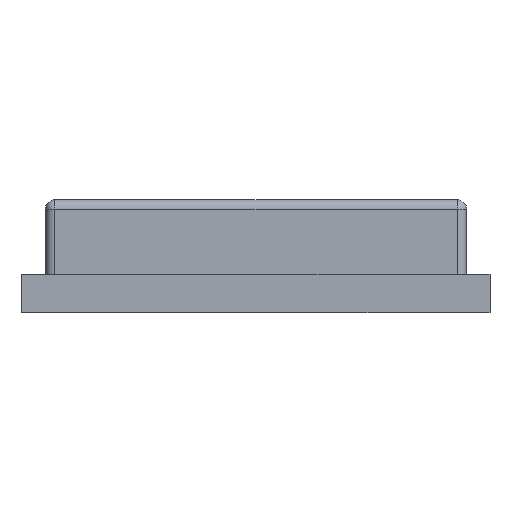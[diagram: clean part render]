
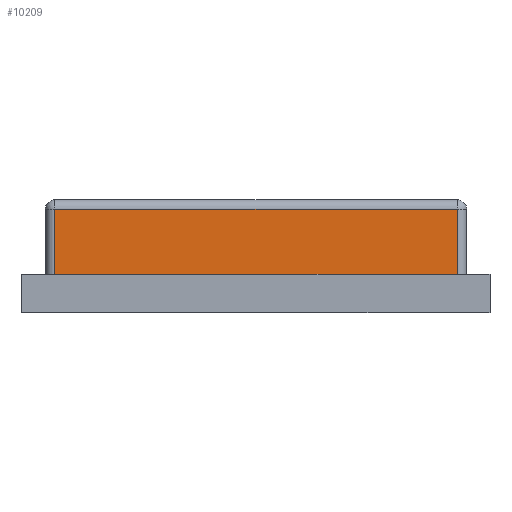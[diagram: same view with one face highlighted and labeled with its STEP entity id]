
A CAD part, front view. The second image highlights one B-rep face of the part: STEP entity #10209.
In plain terms, the highlighted planar face has unit normal (0, -1, 0).
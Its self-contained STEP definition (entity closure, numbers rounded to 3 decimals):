
#388=PLANE('',#10803);
#780=FACE_OUTER_BOUND('',#1324,.T.);
#1324=EDGE_LOOP('',(#7112,#7113,#7114,#7115,#7116,#7117,#7118,#7119,#7120,
#7121,#7122,#7123));
#2042=LINE('',#14341,#3243);
#2046=LINE('',#14357,#3247);
#2076=LINE('',#14417,#3277);
#2083=LINE('',#14431,#3284);
#2084=LINE('',#14433,#3285);
#2085=LINE('',#14434,#3286);
#2086=LINE('',#14436,#3287);
#2087=LINE('',#14438,#3288);
#2088=LINE('',#14439,#3289);
#2089=LINE('',#14441,#3290);
#2090=LINE('',#14443,#3291);
#2091=LINE('',#14444,#3292);
#3243=VECTOR('',#11604,1.);
#3247=VECTOR('',#11616,1.);
#3277=VECTOR('',#11646,1.);
#3284=VECTOR('',#11655,1.);
#3285=VECTOR('',#11656,1.);
#3286=VECTOR('',#11657,1.);
#3287=VECTOR('',#11658,1.);
#3288=VECTOR('',#11659,1.);
#3289=VECTOR('',#11660,1.);
#3290=VECTOR('',#11661,1.);
#3291=VECTOR('',#11662,1.);
#3292=VECTOR('',#11663,1.);
#4594=VERTEX_POINT('',#14337);
#4596=VERTEX_POINT('',#14340);
#4603=VERTEX_POINT('',#14354);
#4604=VERTEX_POINT('',#14356);
#4633=VERTEX_POINT('',#14414);
#4634=VERTEX_POINT('',#14416);
#4640=VERTEX_POINT('',#14430);
#4641=VERTEX_POINT('',#14432);
#4642=VERTEX_POINT('',#14435);
#4643=VERTEX_POINT('',#14437);
#4644=VERTEX_POINT('',#14440);
#4645=VERTEX_POINT('',#14442);
#5581=EDGE_CURVE('',#4596,#4594,#2042,.T.);
#5589=EDGE_CURVE('',#4604,#4603,#2046,.T.);
#5619=EDGE_CURVE('',#4634,#4633,#2076,.T.);
#5626=EDGE_CURVE('',#4640,#4594,#2083,.T.);
#5627=EDGE_CURVE('',#4641,#4640,#2084,.T.);
#5628=EDGE_CURVE('',#4641,#4634,#2085,.T.);
#5629=EDGE_CURVE('',#4642,#4633,#2086,.T.);
#5630=EDGE_CURVE('',#4643,#4642,#2087,.T.);
#5631=EDGE_CURVE('',#4604,#4643,#2088,.T.);
#5632=EDGE_CURVE('',#4603,#4644,#2089,.T.);
#5633=EDGE_CURVE('',#4644,#4645,#2090,.T.);
#5634=EDGE_CURVE('',#4645,#4596,#2091,.T.);
#7112=ORIENTED_EDGE('',*,*,#5626,.F.);
#7113=ORIENTED_EDGE('',*,*,#5627,.F.);
#7114=ORIENTED_EDGE('',*,*,#5628,.T.);
#7115=ORIENTED_EDGE('',*,*,#5619,.T.);
#7116=ORIENTED_EDGE('',*,*,#5629,.F.);
#7117=ORIENTED_EDGE('',*,*,#5630,.F.);
#7118=ORIENTED_EDGE('',*,*,#5631,.F.);
#7119=ORIENTED_EDGE('',*,*,#5589,.T.);
#7120=ORIENTED_EDGE('',*,*,#5632,.T.);
#7121=ORIENTED_EDGE('',*,*,#5633,.T.);
#7122=ORIENTED_EDGE('',*,*,#5634,.T.);
#7123=ORIENTED_EDGE('',*,*,#5581,.T.);
#10209=ADVANCED_FACE('',(#780),#388,.F.);
#10803=AXIS2_PLACEMENT_3D('',#14429,#11653,#11654);
#11604=DIRECTION('',(1.,0.,0.));
#11616=DIRECTION('',(1.,0.,0.));
#11646=DIRECTION('',(1.,0.,0.));
#11653=DIRECTION('center_axis',(0.,1.,0.));
#11654=DIRECTION('ref_axis',(0.,0.,1.));
#11655=DIRECTION('',(0.,0.,-1.));
#11656=DIRECTION('',(-1.,0.,0.));
#11657=DIRECTION('',(0.,0.,-1.));
#11658=DIRECTION('',(0.,0.,-1.));
#11659=DIRECTION('',(-1.,0.,0.));
#11660=DIRECTION('',(0.,0.,1.));
#11661=DIRECTION('',(0.,0.,1.));
#11662=DIRECTION('',(-1.,0.,0.));
#11663=DIRECTION('',(0.,0.,-1.));
#14337=CARTESIAN_POINT('',(-3.428,-6.125,0.81));
#14340=CARTESIAN_POINT('',(-4.3,-6.125,0.81));
#14341=CARTESIAN_POINT('',(-4.5,-6.125,0.81));
#14354=CARTESIAN_POINT('',(4.3,-6.125,0.81));
#14356=CARTESIAN_POINT('',(-2.724,-6.125,0.81));
#14357=CARTESIAN_POINT('',(-4.5,-6.125,0.81));
#14414=CARTESIAN_POINT('',(-2.877,-6.125,0.81));
#14416=CARTESIAN_POINT('',(-3.287,-6.125,0.81));
#14417=CARTESIAN_POINT('',(-4.5,-6.125,0.81));
#14429=CARTESIAN_POINT('Origin',(-4.5,-6.125,17.896));
#14430=CARTESIAN_POINT('',(-3.428,-6.125,0.82));
#14431=CARTESIAN_POINT('',(-3.428,-6.125,17.896));
#14432=CARTESIAN_POINT('',(-3.287,-6.125,0.82));
#14433=CARTESIAN_POINT('',(-4.5,-6.125,0.82));
#14434=CARTESIAN_POINT('',(-3.287,-6.125,0.82));
#14435=CARTESIAN_POINT('',(-2.877,-6.125,0.82));
#14436=CARTESIAN_POINT('',(-2.877,-6.125,0.82));
#14437=CARTESIAN_POINT('',(-2.724,-6.125,0.82));
#14438=CARTESIAN_POINT('',(-4.5,-6.125,0.82));
#14439=CARTESIAN_POINT('',(-2.724,-6.125,17.896));
#14440=CARTESIAN_POINT('',(4.3,-6.125,2.21));
#14441=CARTESIAN_POINT('',(4.3,-6.125,17.896));
#14442=CARTESIAN_POINT('',(-4.3,-6.125,2.21));
#14443=CARTESIAN_POINT('',(-4.5,-6.125,2.21));
#14444=CARTESIAN_POINT('',(-4.3,-6.125,17.896));
